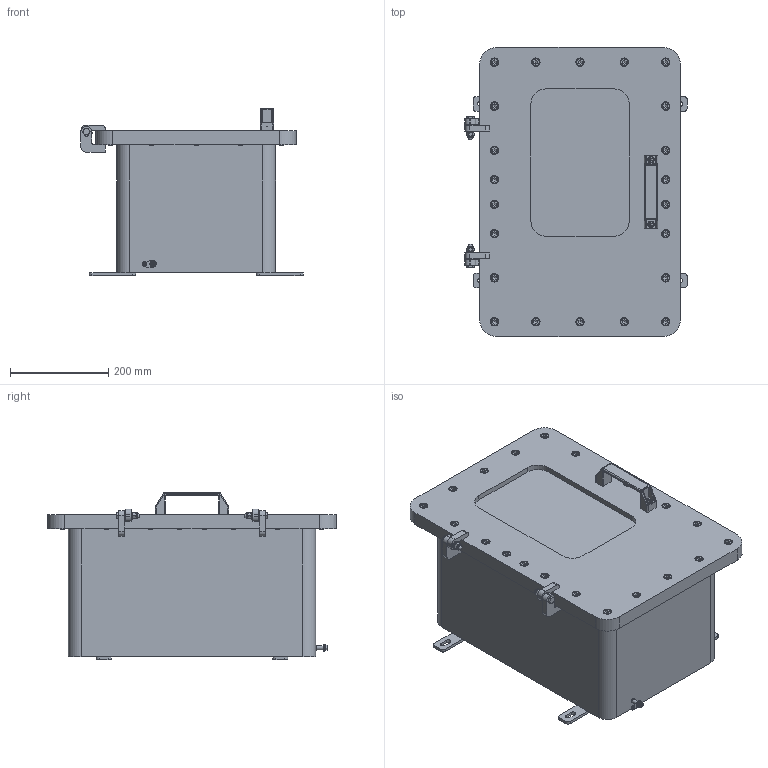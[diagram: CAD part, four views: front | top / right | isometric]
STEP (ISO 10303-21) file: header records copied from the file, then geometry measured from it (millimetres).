
FILE_DESCRIPTION (( 'STEP AP214' ), '1' );
FILE_NAME ('ﾙﾎﾐﾂ-ﾍﾒ584028-ﾎ3020_ﾌ3 (IP67).STEP', '2021-10-26T12:24:22', ( '' ), ( '' ), 'SwSTEP 2.0', 'SolidWorks 2018', '' );
FILE_SCHEMA (( 'AUTOMOTIVE_DESIGN' ));
Length unit declared in the file: millimetre
Products named in the file (1): ﾙﾎﾐﾂ-ﾍﾒ584028-ﾎ3020_ﾌ3 (IP67)
Bounding box: 452.5 x 589 x 340.5 mm (x, y, z)
Surface area: 1048087.8 mm2 (no closed solid volume)
Topology: 0 solids, 1 shells, 735 faces, 1758 edges, 1120 vertices
Faces by surface type: plane 409, cylinder 200, cone 87, torus 37, sphere 2
Full cylindrical faces by diameter (mm): 6 x1, 6.4 x2, 6.5 x1, 7.323 x2, 7.9 x1, 8 x4, 8.4 x2, 8.5 x2, 9.2 x2, 9.5 x1, 10 x22, 11.4 x2, 12 x2, 13 x4, 13.5 x2, 16 x24, 17 x22
Entity records: 27861 total; most frequent: CARTESIAN_POINT 3993, DIRECTION 3246, ORIENTED_EDGE 3066, EDGE_CURVE 1533, AXIS2_PLACEMENT_3D 1227, VERTEX_POINT 1071, EDGE_LOOP 1030, FACE_OUTER_BOUND 856
